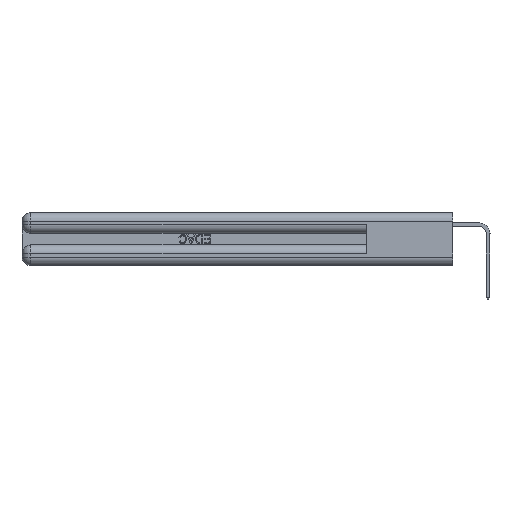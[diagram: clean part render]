
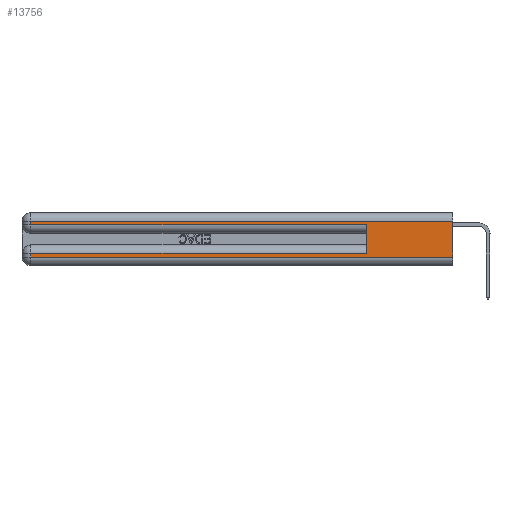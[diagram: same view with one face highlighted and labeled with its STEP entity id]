
A CAD part, left-side view. The second image highlights one B-rep face of the part: STEP entity #13756.
In plain terms, the highlighted planar face has unit normal (-1, 0, 0).
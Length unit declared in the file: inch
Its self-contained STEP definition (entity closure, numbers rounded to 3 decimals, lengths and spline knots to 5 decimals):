
#283 = AXIS2_PLACEMENT_3D ( 'NONE', #22859, #3750, #26055 ) ;
#2320 = EDGE_CURVE ( 'NONE', #35376, #19959, #4459, .T. ) ;
#2428 = LINE ( 'NONE', #29564, #26834 ) ;
#3429 = DIRECTION ( 'NONE',  ( 0., 0., -1. ) ) ;
#3750 = DIRECTION ( 'NONE',  ( 1., 0., 0. ) ) ;
#4459 = LINE ( 'NONE', #23079, #37309 ) ;
#4534 = DIRECTION ( 'NONE',  ( 0., 0., 1. ) ) ;
#5773 = CARTESIAN_POINT ( 'NONE',  ( 0., 0., 0.37 ) ) ;
#6032 = LINE ( 'NONE', #5773, #38860 ) ;
#6601 = DIRECTION ( 'NONE',  ( 0., 0., -1. ) ) ;
#6819 = PLANE ( 'NONE',  #283 ) ;
#7282 = DIRECTION ( 'NONE',  ( 0., -1., 0. ) ) ;
#8515 = VECTOR ( 'NONE', #4534, 39.37008 ) ;
#8909 = LINE ( 'NONE', #24642, #9910 ) ;
#9654 = ORIENTED_EDGE ( 'NONE', *, *, #40833, .T. ) ;
#9793 = ORIENTED_EDGE ( 'NONE', *, *, #16683, .F. ) ;
#9910 = VECTOR ( 'NONE', #15025, 39.37008 ) ;
#11603 = VERTEX_POINT ( 'NONE', #19298 ) ;
#12191 = CARTESIAN_POINT ( 'NONE',  ( 0., 2.94, 0.06 ) ) ;
#13756 = ADVANCED_FACE ( 'NONE', ( #38198 ), #6819, .F. ) ;
#14077 = CARTESIAN_POINT ( 'NONE',  ( 0., 0.6, 0.285 ) ) ;
#15025 = DIRECTION ( 'NONE',  ( 0., 1., 0. ) ) ;
#15262 = VECTOR ( 'NONE', #17784, 39.37008 ) ;
#15428 = ORIENTED_EDGE ( 'NONE', *, *, #24876, .T. ) ;
#15907 = LINE ( 'NONE', #27335, #31822 ) ;
#15914 = ORIENTED_EDGE ( 'NONE', *, *, #16399, .F. ) ;
#16399 = EDGE_CURVE ( 'NONE', #11603, #19959, #17021, .T. ) ;
#16683 = EDGE_CURVE ( 'NONE', #23053, #30033, #6032, .T. ) ;
#17021 = LINE ( 'NONE', #36257, #8515 ) ;
#17361 = LINE ( 'NONE', #38480, #33279 ) ;
#17784 = DIRECTION ( 'NONE',  ( 0., 1., 0. ) ) ;
#18321 = ORIENTED_EDGE ( 'NONE', *, *, #2320, .T. ) ;
#19298 = CARTESIAN_POINT ( 'NONE',  ( 0., 0.6, 0.085 ) ) ;
#19541 = CARTESIAN_POINT ( 'NONE',  ( 0., 2.94, 0.31 ) ) ;
#19871 = DIRECTION ( 'NONE',  ( 0., -1., 0. ) ) ;
#19959 = VERTEX_POINT ( 'NONE', #14077 ) ;
#20703 = CARTESIAN_POINT ( 'NONE',  ( 0., 0., 0.31 ) ) ;
#20978 = DIRECTION ( 'NONE',  ( 0., 0., -1. ) ) ;
#21767 = CARTESIAN_POINT ( 'NONE',  ( 0., 2.94, 0.285 ) ) ;
#22480 = VERTEX_POINT ( 'NONE', #23792 ) ;
#22859 = CARTESIAN_POINT ( 'NONE',  ( 0., 0., 0.37 ) ) ;
#23053 = VERTEX_POINT ( 'NONE', #20703 ) ;
#23079 = CARTESIAN_POINT ( 'NONE',  ( 0., 0., 0.285 ) ) ;
#23792 = CARTESIAN_POINT ( 'NONE',  ( 0., 2.94, 0.085 ) ) ;
#24075 = CARTESIAN_POINT ( 'NONE',  ( 0., 0., 0.085 ) ) ;
#24487 = ORIENTED_EDGE ( 'NONE', *, *, #35822, .T. ) ;
#24642 = CARTESIAN_POINT ( 'NONE',  ( 0., 0., 0.31 ) ) ;
#24876 = EDGE_CURVE ( 'NONE', #25497, #30033, #2428, .T. ) ;
#25497 = VERTEX_POINT ( 'NONE', #12191 ) ;
#26055 = DIRECTION ( 'NONE',  ( 0., 0., -1. ) ) ;
#26834 = VECTOR ( 'NONE', #7282, 39.37008 ) ;
#27290 = ORIENTED_EDGE ( 'NONE', *, *, #29944, .T. ) ;
#27335 = CARTESIAN_POINT ( 'NONE',  ( 0., 2.94, 0.37 ) ) ;
#29564 = CARTESIAN_POINT ( 'NONE',  ( 0., 0., 0.06 ) ) ;
#29944 = EDGE_CURVE ( 'NONE', #32625, #35376, #17361, .T. ) ;
#30033 = VERTEX_POINT ( 'NONE', #32647 ) ;
#31822 = VECTOR ( 'NONE', #20978, 39.37008 ) ;
#32167 = LINE ( 'NONE', #24075, #15262 ) ;
#32625 = VERTEX_POINT ( 'NONE', #19541 ) ;
#32647 = CARTESIAN_POINT ( 'NONE',  ( 0., 0., 0.06 ) ) ;
#33046 = EDGE_LOOP ( 'NONE', ( #9793, #41128, #27290, #18321, #15914, #24487, #9654, #15428 ) ) ;
#33279 = VECTOR ( 'NONE', #3429, 39.37008 ) ;
#33980 = EDGE_CURVE ( 'NONE', #23053, #32625, #8909, .T. ) ;
#35376 = VERTEX_POINT ( 'NONE', #21767 ) ;
#35822 = EDGE_CURVE ( 'NONE', #11603, #22480, #32167, .T. ) ;
#36257 = CARTESIAN_POINT ( 'NONE',  ( 0., 0.6, 0.145 ) ) ;
#37309 = VECTOR ( 'NONE', #19871, 39.37008 ) ;
#38198 = FACE_OUTER_BOUND ( 'NONE', #33046, .T. ) ;
#38480 = CARTESIAN_POINT ( 'NONE',  ( 0., 2.94, 0.37 ) ) ;
#38860 = VECTOR ( 'NONE', #6601, 39.37008 ) ;
#40833 = EDGE_CURVE ( 'NONE', #22480, #25497, #15907, .T. ) ;
#41128 = ORIENTED_EDGE ( 'NONE', *, *, #33980, .T. ) ;
